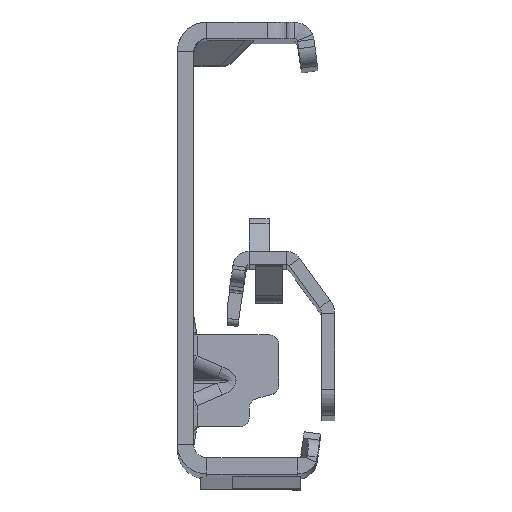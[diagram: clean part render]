
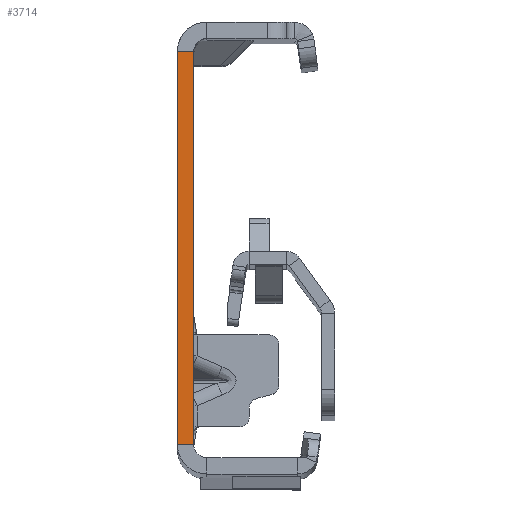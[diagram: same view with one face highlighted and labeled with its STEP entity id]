
A CAD part, top view. The second image highlights one B-rep face of the part: STEP entity #3714.
In plain terms, the highlighted planar face has unit normal (0, 0, 1).
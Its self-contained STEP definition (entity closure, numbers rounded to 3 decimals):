
#1041 = CARTESIAN_POINT ( 'NONE',  ( -2.5, 30., 0. ) ) ;
#3714 = ADVANCED_FACE ( 'NONE', ( #19641 ), #37380, .T. ) ;
#4220 = EDGE_CURVE ( 'NONE', #48293, #46070, #30307, .T. ) ;
#5979 = EDGE_CURVE ( 'NONE', #33265, #46070, #44905, .T. ) ;
#6338 = ORIENTED_EDGE ( 'NONE', *, *, #4220, .F. ) ;
#8551 = EDGE_LOOP ( 'NONE', ( #10197, #16386, #45975, #6338 ) ) ;
#10197 = ORIENTED_EDGE ( 'NONE', *, *, #28740, .F. ) ;
#10525 = CARTESIAN_POINT ( 'NONE',  ( 0., 30., 0. ) ) ;
#11491 = DIRECTION ( 'NONE',  ( -1., 0., 0. ) ) ;
#15137 = DIRECTION ( 'NONE',  ( 0., -1., 0. ) ) ;
#16386 = ORIENTED_EDGE ( 'NONE', *, *, #41137, .T. ) ;
#19382 = VECTOR ( 'NONE', #11491, 1000. ) ;
#19641 = FACE_OUTER_BOUND ( 'NONE', #8551, .T. ) ;
#21901 = CARTESIAN_POINT ( 'NONE',  ( -2.5, -32., 0. ) ) ;
#21928 = CARTESIAN_POINT ( 'NONE',  ( -2.5, -30., 0. ) ) ;
#22899 = DIRECTION ( 'NONE',  ( -1., 0., 0. ) ) ;
#25910 = VECTOR ( 'NONE', #15137, 1000. ) ;
#26013 = CARTESIAN_POINT ( 'NONE',  ( -2.5, -32., 0. ) ) ;
#28740 = EDGE_CURVE ( 'NONE', #34269, #48293, #29527, .T. ) ;
#28897 = CARTESIAN_POINT ( 'NONE',  ( 0., 30., 0. ) ) ;
#29109 = VECTOR ( 'NONE', #22899, 1000. ) ;
#29527 = LINE ( 'NONE', #29763, #25910 ) ;
#29598 = LINE ( 'NONE', #10525, #19382 ) ;
#29763 = CARTESIAN_POINT ( 'NONE',  ( 0., -32., 0. ) ) ;
#30307 = LINE ( 'NONE', #45404, #29109 ) ;
#33265 = VERTEX_POINT ( 'NONE', #1041 ) ;
#34269 = VERTEX_POINT ( 'NONE', #28897 ) ;
#36904 = DIRECTION ( 'NONE',  ( 1., 0., 0. ) ) ;
#36974 = DIRECTION ( 'NONE',  ( 0., -1., 0. ) ) ;
#37287 = VECTOR ( 'NONE', #36974, 1000. ) ;
#37314 = CARTESIAN_POINT ( 'NONE',  ( 0., -30., 0. ) ) ;
#37380 = PLANE ( 'NONE',  #40099 ) ;
#40099 = AXIS2_PLACEMENT_3D ( 'NONE', #26013, #41102, #36904 ) ;
#41102 = DIRECTION ( 'NONE',  ( 0., 0., 1. ) ) ;
#41137 = EDGE_CURVE ( 'NONE', #34269, #33265, #29598, .T. ) ;
#44905 = LINE ( 'NONE', #21901, #37287 ) ;
#45404 = CARTESIAN_POINT ( 'NONE',  ( 0., -30., 0. ) ) ;
#45975 = ORIENTED_EDGE ( 'NONE', *, *, #5979, .T. ) ;
#46070 = VERTEX_POINT ( 'NONE', #21928 ) ;
#48293 = VERTEX_POINT ( 'NONE', #37314 ) ;
